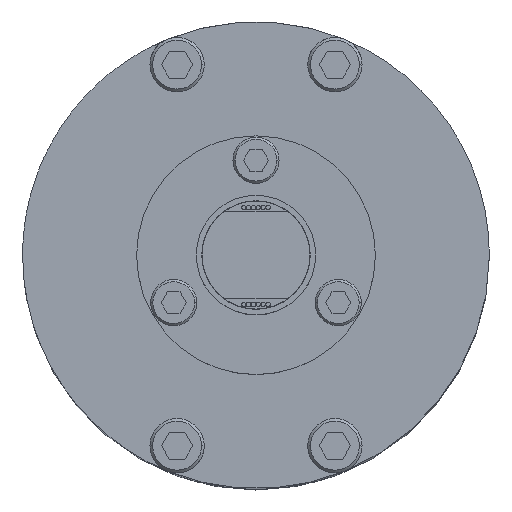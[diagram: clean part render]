
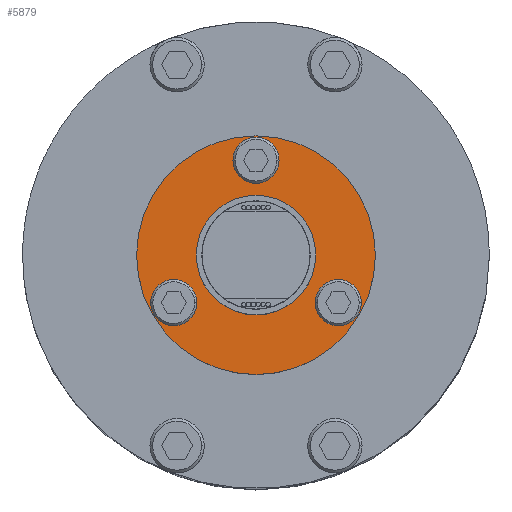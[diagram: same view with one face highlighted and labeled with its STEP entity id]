
A CAD part, top view. The second image highlights one B-rep face of the part: STEP entity #5879.
In plain terms, the highlighted planar face has unit normal (0, 0, 1).
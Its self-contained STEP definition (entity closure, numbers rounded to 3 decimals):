
#281 = EDGE_LOOP ( 'NONE', ( #505, #5849 ) ) ;
#313 = DIRECTION ( 'NONE',  ( 0., 0., -1. ) ) ;
#342 = CARTESIAN_POINT ( 'NONE',  ( 0., 0., 149.4 ) ) ;
#427 = CIRCLE ( 'NONE', #712, 4.25 ) ;
#505 = ORIENTED_EDGE ( 'NONE', *, *, #6746, .F. ) ;
#610 = DIRECTION ( 'NONE',  ( 1., 0., 0. ) ) ;
#635 = DIRECTION ( 'NONE',  ( 0., 0., 1. ) ) ;
#649 = AXIS2_PLACEMENT_3D ( 'NONE', #342, #4682, #946 ) ;
#703 = FACE_BOUND ( 'NONE', #2882, .T. ) ;
#712 = AXIS2_PLACEMENT_3D ( 'NONE', #971, #7587, #3870 ) ;
#946 = DIRECTION ( 'NONE',  ( 1., 0., 0. ) ) ;
#971 = CARTESIAN_POINT ( 'NONE',  ( 15.155, -8.75, 149.4 ) ) ;
#1041 = VERTEX_POINT ( 'NONE', #7785 ) ;
#1165 = EDGE_CURVE ( 'NONE', #3574, #1381, #4684, .T. ) ;
#1230 = DIRECTION ( 'NONE',  ( 0., 0., 1. ) ) ;
#1233 = AXIS2_PLACEMENT_3D ( 'NONE', #3320, #7666, #3947 ) ;
#1260 = CIRCLE ( 'NONE', #1233, 4.25 ) ;
#1273 = CIRCLE ( 'NONE', #649, 11. ) ;
#1319 = VERTEX_POINT ( 'NONE', #3700 ) ;
#1381 = VERTEX_POINT ( 'NONE', #1876 ) ;
#1395 = ORIENTED_EDGE ( 'NONE', *, *, #5908, .F. ) ;
#1443 = CARTESIAN_POINT ( 'NONE',  ( -15.155, -8.75, 149.4 ) ) ;
#1836 = CARTESIAN_POINT ( 'NONE',  ( 0., 0., 149.4 ) ) ;
#1876 = CARTESIAN_POINT ( 'NONE',  ( 22., 0., 149.4 ) ) ;
#2026 = EDGE_CURVE ( 'NONE', #3151, #4977, #3785, .T. ) ;
#2056 = EDGE_LOOP ( 'NONE', ( #7439, #3213 ) ) ;
#2084 = DIRECTION ( 'NONE',  ( -0.5, 0.866, 0. ) ) ;
#2166 = CIRCLE ( 'NONE', #5823, 4.25 ) ;
#2208 = AXIS2_PLACEMENT_3D ( 'NONE', #4028, #313, #4652 ) ;
#2232 = VERTEX_POINT ( 'NONE', #2581 ) ;
#2321 = DIRECTION ( 'NONE',  ( 0., 0., 1. ) ) ;
#2422 = EDGE_CURVE ( 'NONE', #4977, #3151, #1273, .T. ) ;
#2505 = DIRECTION ( 'NONE',  ( 0., 0., 1. ) ) ;
#2544 = FACE_OUTER_BOUND ( 'NONE', #2056, .T. ) ;
#2581 = CARTESIAN_POINT ( 'NONE',  ( 4.25, 17.5, 149.4 ) ) ;
#2777 = EDGE_LOOP ( 'NONE', ( #4584, #1395 ) ) ;
#2816 = VERTEX_POINT ( 'NONE', #5164 ) ;
#2882 = EDGE_LOOP ( 'NONE', ( #7516, #2993 ) ) ;
#2993 = ORIENTED_EDGE ( 'NONE', *, *, #6175, .F. ) ;
#3082 = PLANE ( 'NONE',  #5420 ) ;
#3151 = VERTEX_POINT ( 'NONE', #5615 ) ;
#3213 = ORIENTED_EDGE ( 'NONE', *, *, #5527, .T. ) ;
#3320 = CARTESIAN_POINT ( 'NONE',  ( 0., 17.5, 149.4 ) ) ;
#3540 = CARTESIAN_POINT ( 'NONE',  ( 0., 0., 149.4 ) ) ;
#3574 = VERTEX_POINT ( 'NONE', #5777 ) ;
#3700 = CARTESIAN_POINT ( 'NONE',  ( 19.405, -8.75, 149.4 ) ) ;
#3785 = CIRCLE ( 'NONE', #2208, 11. ) ;
#3870 = DIRECTION ( 'NONE',  ( -0.5, -0.866, 0. ) ) ;
#3888 = VERTEX_POINT ( 'NONE', #4559 ) ;
#3947 = DIRECTION ( 'NONE',  ( 1., 0., 0. ) ) ;
#3961 = CARTESIAN_POINT ( 'NONE',  ( -19.405, -8.75, 149.4 ) ) ;
#3992 = AXIS2_PLACEMENT_3D ( 'NONE', #6241, #2505, #6858 ) ;
#4028 = CARTESIAN_POINT ( 'NONE',  ( 0., 0., 149.4 ) ) ;
#4176 = DIRECTION ( 'NONE',  ( 1., 0., 0. ) ) ;
#4258 = EDGE_CURVE ( 'NONE', #2232, #2816, #6587, .T. ) ;
#4330 = DIRECTION ( 'NONE',  ( 0., 0., 1. ) ) ;
#4353 = CARTESIAN_POINT ( 'NONE',  ( -15.155, -8.75, 149.4 ) ) ;
#4361 = ORIENTED_EDGE ( 'NONE', *, *, #2026, .T. ) ;
#4450 = AXIS2_PLACEMENT_3D ( 'NONE', #3540, #7893, #4176 ) ;
#4500 = EDGE_CURVE ( 'NONE', #1041, #1319, #7950, .T. ) ;
#4559 = CARTESIAN_POINT ( 'NONE',  ( -10.905, -8.75, 149.4 ) ) ;
#4584 = ORIENTED_EDGE ( 'NONE', *, *, #4667, .F. ) ;
#4652 = DIRECTION ( 'NONE',  ( 1., 0., 0. ) ) ;
#4667 = EDGE_CURVE ( 'NONE', #6294, #3888, #6764, .T. ) ;
#4682 = DIRECTION ( 'NONE',  ( 0., 0., -1. ) ) ;
#4684 = CIRCLE ( 'NONE', #7718, 22. ) ;
#4888 = CARTESIAN_POINT ( 'NONE',  ( 11., 0., 149.4 ) ) ;
#4968 = CARTESIAN_POINT ( 'NONE',  ( 0., 17.5, 149.4 ) ) ;
#4977 = VERTEX_POINT ( 'NONE', #4888 ) ;
#4991 = DIRECTION ( 'NONE',  ( -0.5, 0.866, 0. ) ) ;
#5164 = CARTESIAN_POINT ( 'NONE',  ( -4.25, 17.5, 149.4 ) ) ;
#5367 = ORIENTED_EDGE ( 'NONE', *, *, #2422, .T. ) ;
#5420 = AXIS2_PLACEMENT_3D ( 'NONE', #1836, #4330, #610 ) ;
#5484 = FACE_BOUND ( 'NONE', #2777, .T. ) ;
#5521 = EDGE_LOOP ( 'NONE', ( #4361, #5367 ) ) ;
#5527 = EDGE_CURVE ( 'NONE', #1381, #3574, #7932, .T. ) ;
#5584 = DIRECTION ( 'NONE',  ( 1., 0., 0. ) ) ;
#5615 = CARTESIAN_POINT ( 'NONE',  ( -11., 0., 149.4 ) ) ;
#5652 = FACE_BOUND ( 'NONE', #281, .T. ) ;
#5777 = CARTESIAN_POINT ( 'NONE',  ( -22., 0., 149.4 ) ) ;
#5807 = DIRECTION ( 'NONE',  ( 0., 0., 1. ) ) ;
#5823 = AXIS2_PLACEMENT_3D ( 'NONE', #4353, #635, #4991 ) ;
#5849 = ORIENTED_EDGE ( 'NONE', *, *, #4258, .F. ) ;
#5879 = ADVANCED_FACE ( 'NONE', ( #703, #7127, #2544, #5652, #5484 ), #3082, .T. ) ;
#5908 = EDGE_CURVE ( 'NONE', #3888, #6294, #2166, .T. ) ;
#6051 = CARTESIAN_POINT ( 'NONE',  ( 0., 0., 149.4 ) ) ;
#6175 = EDGE_CURVE ( 'NONE', #1319, #1041, #427, .T. ) ;
#6218 = AXIS2_PLACEMENT_3D ( 'NONE', #4968, #1230, #5584 ) ;
#6241 = CARTESIAN_POINT ( 'NONE',  ( 15.155, -8.75, 149.4 ) ) ;
#6294 = VERTEX_POINT ( 'NONE', #3961 ) ;
#6587 = CIRCLE ( 'NONE', #6218, 4.25 ) ;
#6673 = DIRECTION ( 'NONE',  ( 1., 0., 0. ) ) ;
#6746 = EDGE_CURVE ( 'NONE', #2816, #2232, #1260, .T. ) ;
#6764 = CIRCLE ( 'NONE', #7328, 4.25 ) ;
#6858 = DIRECTION ( 'NONE',  ( -0.5, -0.866, 0. ) ) ;
#7127 = FACE_BOUND ( 'NONE', #5521, .T. ) ;
#7328 = AXIS2_PLACEMENT_3D ( 'NONE', #1443, #5807, #2084 ) ;
#7439 = ORIENTED_EDGE ( 'NONE', *, *, #1165, .T. ) ;
#7516 = ORIENTED_EDGE ( 'NONE', *, *, #4500, .F. ) ;
#7587 = DIRECTION ( 'NONE',  ( 0., 0., 1. ) ) ;
#7666 = DIRECTION ( 'NONE',  ( 0., 0., 1. ) ) ;
#7718 = AXIS2_PLACEMENT_3D ( 'NONE', #6051, #2321, #6673 ) ;
#7785 = CARTESIAN_POINT ( 'NONE',  ( 10.905, -8.75, 149.4 ) ) ;
#7893 = DIRECTION ( 'NONE',  ( 0., 0., 1. ) ) ;
#7932 = CIRCLE ( 'NONE', #4450, 22. ) ;
#7950 = CIRCLE ( 'NONE', #3992, 4.25 ) ;
